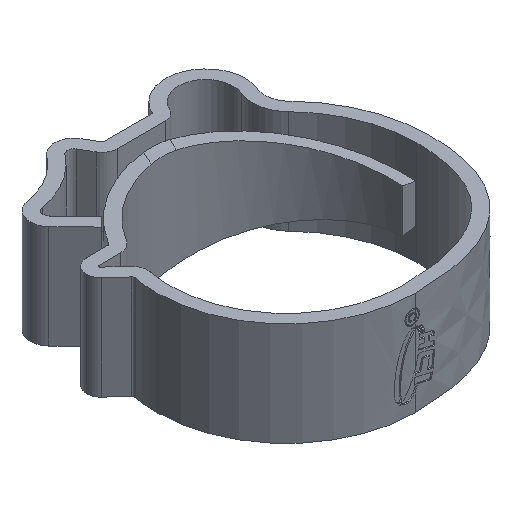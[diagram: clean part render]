
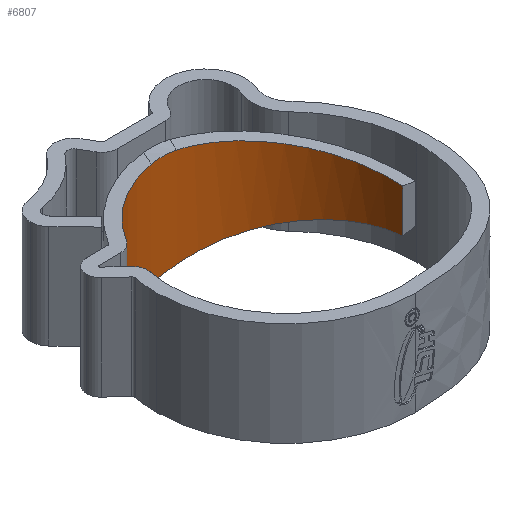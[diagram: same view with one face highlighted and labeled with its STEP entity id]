
A CAD part, isometric view. The second image highlights one B-rep face of the part: STEP entity #6807.
In plain terms, the highlighted cylindrical face has radius 9 mm (diameter 18 mm), a partial arc.
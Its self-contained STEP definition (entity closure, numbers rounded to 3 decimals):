
#22 =( BOUNDED_CURVE ( )  B_SPLINE_CURVE ( 3, ( #1566, #4036, #3466, #2859 ),
 .UNSPECIFIED., .F., .T. ) 
 B_SPLINE_CURVE_WITH_KNOTS ( ( 4, 4 ),
 ( 1.201, 2.716 ),
 .UNSPECIFIED. ) 
 CURVE ( )  GEOMETRIC_REPRESENTATION_ITEM ( )  RATIONAL_B_SPLINE_CURVE ( ( 1., 0.818, 0.818, 1. ) ) 
 REPRESENTATION_ITEM ( '' )  );
#46 = AXIS2_PLACEMENT_3D ( 'NONE', #5410, #6835, #2161 ) ;
#162 = EDGE_CURVE ( 'NONE', #6806, #2120, #5715, .T. ) ;
#188 = B_SPLINE_CURVE_WITH_KNOTS ( 'NONE', 3,
 ( #1249, #6406, #4504, #3890 ),
 .UNSPECIFIED., .F., .F.,
 ( 4, 4 ),
 ( 0., 0.002 ),
 .UNSPECIFIED. ) ;
#390 = VECTOR ( 'NONE', #5628, 1000. ) ;
#556 = VECTOR ( 'NONE', #4707, 1000. ) ;
#743 = CIRCLE ( 'NONE', #6967, 9. ) ;
#746 = ORIENTED_EDGE ( 'NONE', *, *, #5066, .T. ) ;
#918 =( BOUNDED_CURVE ( )  B_SPLINE_CURVE ( 3, ( #3757, #5824, #4535, #7202 ),
 .UNSPECIFIED., .F., .T. ) 
 B_SPLINE_CURVE_WITH_KNOTS ( ( 4, 4 ),
 ( 0.426, 1.941 ),
 .UNSPECIFIED. ) 
 CURVE ( )  GEOMETRIC_REPRESENTATION_ITEM ( )  RATIONAL_B_SPLINE_CURVE ( ( 1., 0.818, 0.818, 1. ) ) 
 REPRESENTATION_ITEM ( '' )  );
#1032 = AXIS2_PLACEMENT_3D ( 'NONE', #8480, #7183, #1268 ) ;
#1189 = VERTEX_POINT ( 'NONE', #4477 ) ;
#1226 = B_SPLINE_CURVE_WITH_KNOTS ( 'NONE', 3,
 ( #2787, #1454, #7934, #5428 ),
 .UNSPECIFIED., .F., .F.,
 ( 4, 4 ),
 ( 0., 0.002 ),
 .UNSPECIFIED. ) ;
#1249 = CARTESIAN_POINT ( 'NONE',  ( 0.502, 8.986, 3.827 ) ) ;
#1268 = DIRECTION ( 'NONE',  ( 1., 0., 0. ) ) ;
#1430 = ORIENTED_EDGE ( 'NONE', *, *, #4660, .F. ) ;
#1454 = CARTESIAN_POINT ( 'NONE',  ( -0.891, 8.984, -4. ) ) ;
#1566 = CARTESIAN_POINT ( 'NONE',  ( 0.502, 8.986, -3.827 ) ) ;
#1637 = VERTEX_POINT ( 'NONE', #7905 ) ;
#1826 = EDGE_LOOP ( 'NONE', ( #6403, #746, #7690, #1430, #4264, #6038, #8485, #4394 ) ) ;
#1903 = CARTESIAN_POINT ( 'NONE',  ( -7.691, 4.674, -4. ) ) ;
#1961 = EDGE_CURVE ( 'NONE', #5434, #1637, #22, .T. ) ;
#2070 = CARTESIAN_POINT ( 'NONE',  ( -7.691, 4.674, 4. ) ) ;
#2120 = VERTEX_POINT ( 'NONE', #1903 ) ;
#2161 = DIRECTION ( 'NONE',  ( -1., 0., 0. ) ) ;
#2787 = CARTESIAN_POINT ( 'NONE',  ( -1.588, 8.859, -4. ) ) ;
#2859 = CARTESIAN_POINT ( 'NONE',  ( 9., 0., -1.671 ) ) ;
#3466 = CARTESIAN_POINT ( 'NONE',  ( 9., 5.042, -2.064 ) ) ;
#3757 = CARTESIAN_POINT ( 'NONE',  ( 9., 0., 1.671 ) ) ;
#3890 = CARTESIAN_POINT ( 'NONE',  ( -1.588, 8.859, 4. ) ) ;
#3994 = CARTESIAN_POINT ( 'NONE',  ( 0.502, 8.986, -3.827 ) ) ;
#4015 = CARTESIAN_POINT ( 'NONE',  ( 9., 0., 4. ) ) ;
#4036 = CARTESIAN_POINT ( 'NONE',  ( 5.536, 8.705, -2.942 ) ) ;
#4264 = ORIENTED_EDGE ( 'NONE', *, *, #5025, .T. ) ;
#4394 = ORIENTED_EDGE ( 'NONE', *, *, #162, .T. ) ;
#4477 = CARTESIAN_POINT ( 'NONE',  ( 0.502, 8.986, 3.827 ) ) ;
#4491 = EDGE_CURVE ( 'NONE', #1189, #7258, #188, .T. ) ;
#4504 = CARTESIAN_POINT ( 'NONE',  ( -0.891, 8.984, 4. ) ) ;
#4530 = CARTESIAN_POINT ( 'NONE',  ( -1.588, 8.859, -4. ) ) ;
#4535 = CARTESIAN_POINT ( 'NONE',  ( 5.536, 8.705, 2.942 ) ) ;
#4660 = EDGE_CURVE ( 'NONE', #4786, #1637, #7331, .T. ) ;
#4707 = DIRECTION ( 'NONE',  ( 0., 0., -1. ) ) ;
#4786 = VERTEX_POINT ( 'NONE', #5357 ) ;
#5025 = EDGE_CURVE ( 'NONE', #4786, #1189, #918, .T. ) ;
#5066 = EDGE_CURVE ( 'NONE', #7465, #5434, #1226, .T. ) ;
#5151 = DIRECTION ( 'NONE',  ( 1., 0., 0. ) ) ;
#5357 = CARTESIAN_POINT ( 'NONE',  ( 9., 0., 1.671 ) ) ;
#5410 = CARTESIAN_POINT ( 'NONE',  ( 0., 0., 4. ) ) ;
#5428 = CARTESIAN_POINT ( 'NONE',  ( 0.502, 8.986, -3.827 ) ) ;
#5434 = VERTEX_POINT ( 'NONE', #3994 ) ;
#5628 = DIRECTION ( 'NONE',  ( 0., 0., -1. ) ) ;
#5715 = LINE ( 'NONE', #5790, #390 ) ;
#5790 = CARTESIAN_POINT ( 'NONE',  ( -7.691, 4.674, 4. ) ) ;
#5824 = CARTESIAN_POINT ( 'NONE',  ( 9., 5.042, 2.064 ) ) ;
#6038 = ORIENTED_EDGE ( 'NONE', *, *, #4491, .T. ) ;
#6103 = CYLINDRICAL_SURFACE ( 'NONE', #46, 9. ) ;
#6403 = ORIENTED_EDGE ( 'NONE', *, *, #6656, .F. ) ;
#6406 = CARTESIAN_POINT ( 'NONE',  ( -0.194, 9.025, 3.95 ) ) ;
#6656 = EDGE_CURVE ( 'NONE', #7465, #2120, #7500, .T. ) ;
#6789 = FACE_OUTER_BOUND ( 'NONE', #1826, .T. ) ;
#6806 = VERTEX_POINT ( 'NONE', #2070 ) ;
#6807 = ADVANCED_FACE ( 'NONE', ( #6789 ), #6103, .F. ) ;
#6835 = DIRECTION ( 'NONE',  ( 0., 0., -1. ) ) ;
#6967 = AXIS2_PLACEMENT_3D ( 'NONE', #7819, #7290, #5151 ) ;
#7117 = EDGE_CURVE ( 'NONE', #7258, #6806, #743, .T. ) ;
#7183 = DIRECTION ( 'NONE',  ( 0., 0., 1. ) ) ;
#7202 = CARTESIAN_POINT ( 'NONE',  ( 0.502, 8.986, 3.827 ) ) ;
#7258 = VERTEX_POINT ( 'NONE', #8025 ) ;
#7290 = DIRECTION ( 'NONE',  ( 0., 0., 1. ) ) ;
#7331 = LINE ( 'NONE', #4015, #556 ) ;
#7465 = VERTEX_POINT ( 'NONE', #4530 ) ;
#7500 = CIRCLE ( 'NONE', #1032, 9. ) ;
#7690 = ORIENTED_EDGE ( 'NONE', *, *, #1961, .T. ) ;
#7819 = CARTESIAN_POINT ( 'NONE',  ( 0., 0., 4. ) ) ;
#7905 = CARTESIAN_POINT ( 'NONE',  ( 9., 0., -1.671 ) ) ;
#7934 = CARTESIAN_POINT ( 'NONE',  ( -0.194, 9.025, -3.95 ) ) ;
#8025 = CARTESIAN_POINT ( 'NONE',  ( -1.588, 8.859, 4. ) ) ;
#8480 = CARTESIAN_POINT ( 'NONE',  ( 0., 0., -4. ) ) ;
#8485 = ORIENTED_EDGE ( 'NONE', *, *, #7117, .T. ) ;
